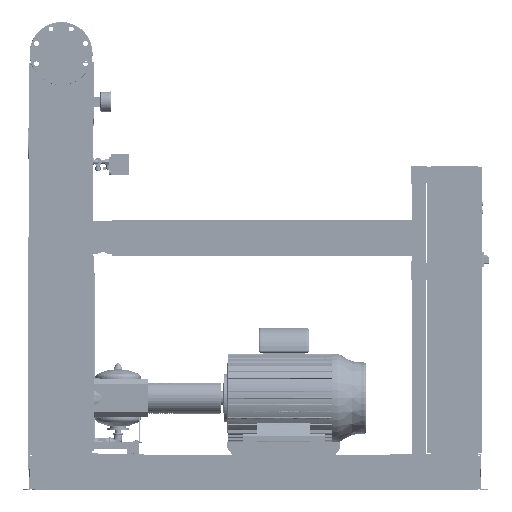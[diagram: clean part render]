
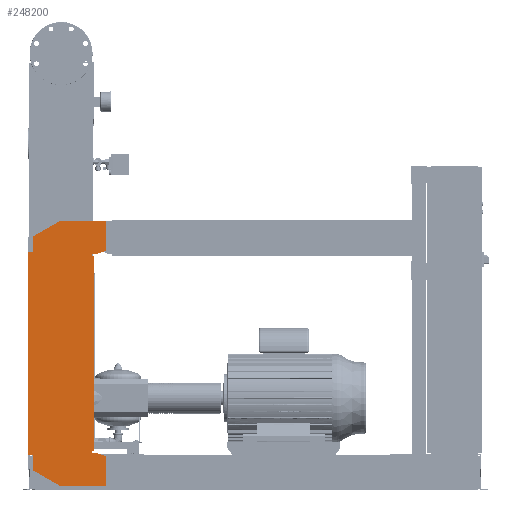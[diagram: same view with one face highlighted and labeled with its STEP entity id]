
A CAD part, front view. The second image highlights one B-rep face of the part: STEP entity #248200.
In plain terms, the highlighted free-form (B-spline) face has degree [1, 1] with [2, 2] control points.
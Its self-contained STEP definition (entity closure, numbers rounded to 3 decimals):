
#247685=CARTESIAN_POINT('',(-129.0,-741.5,1076.0));
#247686=VERTEX_POINT('',#247685);
#247693=CARTESIAN_POINT('',(-129.,-741.5,1142.986));
#247694=VERTEX_POINT('',#247693);
#247695=CARTESIAN_POINT('',(-129.0,-741.5,1076.0));
#247696=DIRECTION('',(0.0,0.0,1.0));
#247697=VECTOR('',#247696,66.986);
#247698=LINE('',#247695,#247697);
#247699=EDGE_CURVE('',#247686,#247694,#247698,.T.);
#247717=CARTESIAN_POINT('',(-6.0,-741.5,1214.0));
#247718=VERTEX_POINT('',#247717);
#247719=CARTESIAN_POINT('',(-129.,-741.5,1142.986));
#247720=DIRECTION('',(0.866,0.0,0.5));
#247721=VECTOR('',#247720,142.028);
#247722=LINE('',#247719,#247721);
#247723=EDGE_CURVE('',#247694,#247718,#247722,.T.);
#247741=CARTESIAN_POINT('',(204.,-741.5,1214.0));
#247742=VERTEX_POINT('',#247741);
#247743=CARTESIAN_POINT('',(-6.0,-741.5,1214.0));
#247744=DIRECTION('',(1.0,0.0,0.0));
#247745=VECTOR('',#247744,210.);
#247746=LINE('',#247743,#247745);
#247747=EDGE_CURVE('',#247718,#247742,#247746,.T.);
#247765=CARTESIAN_POINT('',(204.0,-741.5,1080.379));
#247766=VERTEX_POINT('',#247765);
#247767=CARTESIAN_POINT('',(204.,-741.5,1214.0));
#247768=DIRECTION('',(0.0,0.0,-1.0));
#247769=VECTOR('',#247768,133.621);
#247770=LINE('',#247767,#247769);
#247771=EDGE_CURVE('',#247742,#247766,#247770,.T.);
#247789=CARTESIAN_POINT('',(159.0,-741.5,1064.0));
#247790=VERTEX_POINT('',#247789);
#247791=CARTESIAN_POINT('',(204.0,-741.5,1080.379));
#247792=DIRECTION('',(-0.94,0.0,-0.342));
#247793=VECTOR('',#247792,47.888);
#247794=LINE('',#247791,#247793);
#247795=EDGE_CURVE('',#247766,#247790,#247794,.T.);
#247813=CARTESIAN_POINT('',(139.0,-741.5,1064.0));
#247814=VERTEX_POINT('',#247813);
#247815=CARTESIAN_POINT('',(159.0,-741.5,1064.0));
#247816=DIRECTION('',(-1.0,0.0,0.0));
#247817=VECTOR('',#247816,20.0);
#247818=LINE('',#247815,#247817);
#247819=EDGE_CURVE('',#247790,#247814,#247818,.T.);
#247837=CARTESIAN_POINT('',(139.0,-741.5,1056.0));
#247838=VERTEX_POINT('',#247837);
#247839=CARTESIAN_POINT('',(139.0,-741.5,1064.0));
#247840=DIRECTION('',(0.0,0.0,-1.0));
#247841=VECTOR('',#247840,8.0);
#247842=LINE('',#247839,#247841);
#247843=EDGE_CURVE('',#247814,#247838,#247842,.T.);
#247861=CARTESIAN_POINT('',(147.,-741.5,1056.0));
#247862=VERTEX_POINT('',#247861);
#247863=CARTESIAN_POINT('',(139.0,-741.5,1056.0));
#247864=DIRECTION('',(1.0,0.0,0.0));
#247865=VECTOR('',#247864,8.);
#247866=LINE('',#247863,#247865);
#247867=EDGE_CURVE('',#247838,#247862,#247866,.T.);
#247885=CARTESIAN_POINT('',(147.,-741.5,176.));
#247886=VERTEX_POINT('',#247885);
#247897=CARTESIAN_POINT('',(147.,-741.5,1056.0));
#247898=DIRECTION('',(0.0,0.0,-1.0));
#247899=VECTOR('',#247898,880.);
#247900=LINE('',#247897,#247899);
#247901=EDGE_CURVE('',#247862,#247886,#247900,.T.);
#247915=CARTESIAN_POINT('',(139.,-741.5,176.));
#247916=VERTEX_POINT('',#247915);
#247917=CARTESIAN_POINT('',(147.,-741.5,176.));
#247918=DIRECTION('',(-1.0,0.0,0.0));
#247919=VECTOR('',#247918,8.0);
#247920=LINE('',#247917,#247919);
#247921=EDGE_CURVE('',#247886,#247916,#247920,.T.);
#247939=CARTESIAN_POINT('',(139.,-741.5,168.));
#247940=VERTEX_POINT('',#247939);
#247941=CARTESIAN_POINT('',(139.,-741.5,176.));
#247942=DIRECTION('',(0.0,0.0,-1.0));
#247943=VECTOR('',#247942,8.0);
#247944=LINE('',#247941,#247943);
#247945=EDGE_CURVE('',#247916,#247940,#247944,.T.);
#247963=CARTESIAN_POINT('',(159.,-741.5,168.));
#247964=VERTEX_POINT('',#247963);
#247965=CARTESIAN_POINT('',(139.,-741.5,168.));
#247966=DIRECTION('',(1.0,0.0,0.0));
#247967=VECTOR('',#247966,20.0);
#247968=LINE('',#247965,#247967);
#247969=EDGE_CURVE('',#247940,#247964,#247968,.T.);
#247987=CARTESIAN_POINT('',(204.,-741.5,151.621));
#247988=VERTEX_POINT('',#247987);
#247989=CARTESIAN_POINT('',(159.,-741.5,168.));
#247990=DIRECTION('',(0.94,0.0,-0.342));
#247991=VECTOR('',#247990,47.888);
#247992=LINE('',#247989,#247991);
#247993=EDGE_CURVE('',#247964,#247988,#247992,.T.);
#248011=CARTESIAN_POINT('',(204.,-741.5,18.0));
#248012=VERTEX_POINT('',#248011);
#248013=CARTESIAN_POINT('',(204.,-741.5,151.621));
#248014=DIRECTION('',(0.0,0.0,-1.0));
#248015=VECTOR('',#248014,133.621);
#248016=LINE('',#248013,#248015);
#248017=EDGE_CURVE('',#247988,#248012,#248016,.T.);
#248035=CARTESIAN_POINT('',(-4.,-741.5,18.0));
#248036=VERTEX_POINT('',#248035);
#248037=CARTESIAN_POINT('',(204.,-741.5,18.0));
#248038=DIRECTION('',(-1.0,0.0,0.0));
#248039=VECTOR('',#248038,208.);
#248040=LINE('',#248037,#248039);
#248041=EDGE_CURVE('',#248012,#248036,#248040,.T.);
#248059=CARTESIAN_POINT('',(-129.,-741.5,90.169));
#248060=VERTEX_POINT('',#248059);
#248061=CARTESIAN_POINT('',(-4.,-741.5,18.0));
#248062=DIRECTION('',(-0.866,0.0,0.5));
#248063=VECTOR('',#248062,144.338);
#248064=LINE('',#248061,#248063);
#248065=EDGE_CURVE('',#248036,#248060,#248064,.T.);
#248083=CARTESIAN_POINT('',(-129.,-741.5,156.0));
#248084=VERTEX_POINT('',#248083);
#248085=CARTESIAN_POINT('',(-129.,-741.5,90.169));
#248086=DIRECTION('',(0.0,0.0,1.0));
#248087=VECTOR('',#248086,65.831);
#248088=LINE('',#248085,#248087);
#248089=EDGE_CURVE('',#248060,#248084,#248088,.T.);
#248107=CARTESIAN_POINT('',(-149.,-741.5,156.0));
#248108=VERTEX_POINT('',#248107);
#248109=CARTESIAN_POINT('',(-129.,-741.5,156.0));
#248110=DIRECTION('',(-1.0,0.0,0.0));
#248111=VECTOR('',#248110,20.0);
#248112=LINE('',#248109,#248111);
#248113=EDGE_CURVE('',#248084,#248108,#248112,.T.);
#248131=CARTESIAN_POINT('',(-149.0,-741.5,1076.0));
#248132=VERTEX_POINT('',#248131);
#248145=CARTESIAN_POINT('',(-149.,-741.5,156.0));
#248146=DIRECTION('',(0.0,0.0,1.0));
#248147=VECTOR('',#248146,920.0);
#248148=LINE('',#248145,#248147);
#248149=EDGE_CURVE('',#248108,#248132,#248148,.T.);
#248163=CARTESIAN_POINT('',(-149.0,-741.5,1076.0));
#248164=DIRECTION('',(1.0,0.0,0.0));
#248165=VECTOR('',#248164,20.0);
#248166=LINE('',#248163,#248165);
#248167=EDGE_CURVE('',#248132,#247686,#248166,.T.);
#248173=CARTESIAN_POINT('',(-149.,-741.5,18.0));
#248174=CARTESIAN_POINT('',(204.,-741.5,18.0));
#248175=CARTESIAN_POINT('',(-149.,-741.5,1214.0));
#248176=CARTESIAN_POINT('',(204.,-741.5,1214.0));
#248177=B_SPLINE_SURFACE_WITH_KNOTS('',1,1,((#248173,#248175),(#248174,#248176)),.UNSPECIFIED.,.F.,.F.,.U.,(2,2),(2,2),(0.0,353.),(0.0,1196.0),.UNSPECIFIED.);
#248178=ORIENTED_EDGE('',*,*,#248167,.F.);
#248179=ORIENTED_EDGE('',*,*,#248149,.F.);
#248180=ORIENTED_EDGE('',*,*,#248113,.F.);
#248181=ORIENTED_EDGE('',*,*,#248089,.F.);
#248182=ORIENTED_EDGE('',*,*,#248065,.F.);
#248183=ORIENTED_EDGE('',*,*,#248041,.F.);
#248184=ORIENTED_EDGE('',*,*,#248017,.F.);
#248185=ORIENTED_EDGE('',*,*,#247993,.F.);
#248186=ORIENTED_EDGE('',*,*,#247969,.F.);
#248187=ORIENTED_EDGE('',*,*,#247945,.F.);
#248188=ORIENTED_EDGE('',*,*,#247921,.F.);
#248189=ORIENTED_EDGE('',*,*,#247901,.F.);
#248190=ORIENTED_EDGE('',*,*,#247867,.F.);
#248191=ORIENTED_EDGE('',*,*,#247843,.F.);
#248192=ORIENTED_EDGE('',*,*,#247819,.F.);
#248193=ORIENTED_EDGE('',*,*,#247795,.F.);
#248194=ORIENTED_EDGE('',*,*,#247771,.F.);
#248195=ORIENTED_EDGE('',*,*,#247747,.F.);
#248196=ORIENTED_EDGE('',*,*,#247723,.F.);
#248197=ORIENTED_EDGE('',*,*,#247699,.F.);
#248198=EDGE_LOOP('',(#248178,#248179,#248180,#248181,#248182,#248183,#248184,#248185,#248186,#248187,#248188,#248189,#248190,#248191,#248192,#248193,#248194,#248195,#248196,#248197));
#248199=FACE_OUTER_BOUND('',#248198,.T.);
#248200=ADVANCED_FACE('',(#248199),#248177,.T.);
